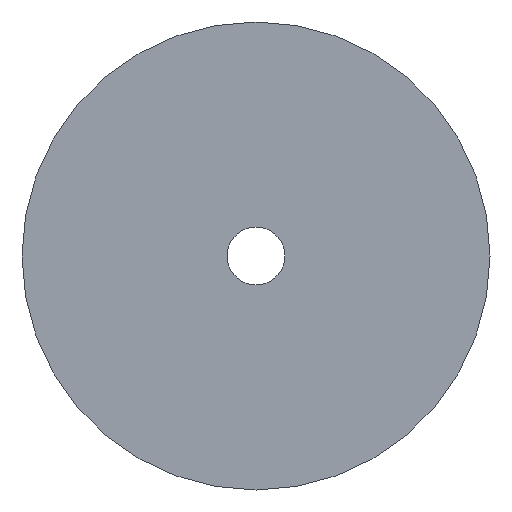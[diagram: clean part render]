
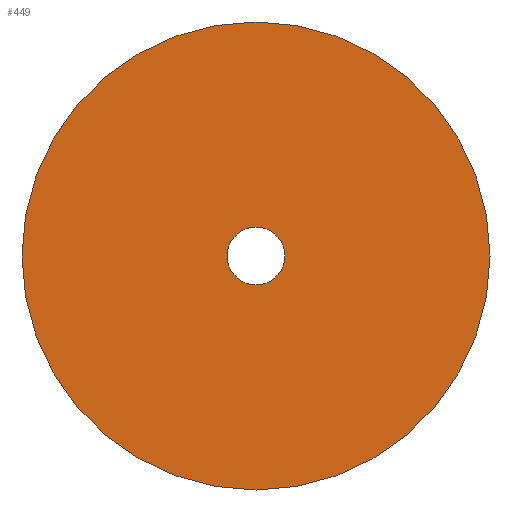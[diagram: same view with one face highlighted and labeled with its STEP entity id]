
A CAD part, front view. The second image highlights one B-rep face of the part: STEP entity #449.
In plain terms, the highlighted planar face has unit normal (0, -1, 0).
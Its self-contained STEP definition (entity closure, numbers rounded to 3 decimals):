
#2 = ORIENTED_EDGE ( 'NONE', *, *, #485, .T. ) ;
#3 = CARTESIAN_POINT ( 'NONE',  ( 0., 0., 0. ) ) ;
#4 = CARTESIAN_POINT ( 'NONE',  ( 0., 0., 0. ) ) ;
#21 = EDGE_LOOP ( 'NONE', ( #295, #424 ) ) ;
#31 = CARTESIAN_POINT ( 'NONE',  ( 0., 0., 0. ) ) ;
#37 = CIRCLE ( 'NONE', #175, 2.1 ) ;
#44 = ORIENTED_EDGE ( 'NONE', *, *, #203, .T. ) ;
#47 = DIRECTION ( 'NONE',  ( 0., 0., -1. ) ) ;
#83 = DIRECTION ( 'NONE',  ( 0., 0., -1. ) ) ;
#88 = DIRECTION ( 'NONE',  ( 0., -1., 0. ) ) ;
#110 = EDGE_LOOP ( 'NONE', ( #2, #44 ) ) ;
#116 = FACE_BOUND ( 'NONE', #21, .T. ) ;
#138 = CARTESIAN_POINT ( 'NONE',  ( 0., 0., 17. ) ) ;
#168 = FACE_OUTER_BOUND ( 'NONE', #110, .T. ) ;
#175 = AXIS2_PLACEMENT_3D ( 'NONE', #483, #440, #261 ) ;
#203 = EDGE_CURVE ( 'NONE', #475, #378, #219, .T. ) ;
#219 = CIRCLE ( 'NONE', #547, 17. ) ;
#228 = AXIS2_PLACEMENT_3D ( 'NONE', #535, #538, #275 ) ;
#261 = DIRECTION ( 'NONE',  ( 0., 0., -1. ) ) ;
#267 = EDGE_CURVE ( 'NONE', #324, #368, #37, .T. ) ;
#272 = EDGE_CURVE ( 'NONE', #368, #324, #454, .T. ) ;
#275 = DIRECTION ( 'NONE',  ( 0., 0., -1. ) ) ;
#287 = DIRECTION ( 'NONE',  ( 0., 0., -1. ) ) ;
#295 = ORIENTED_EDGE ( 'NONE', *, *, #267, .F. ) ;
#299 = DIRECTION ( 'NONE',  ( 0., -1., 0. ) ) ;
#307 = CIRCLE ( 'NONE', #471, 17. ) ;
#324 = VERTEX_POINT ( 'NONE', #558 ) ;
#362 = PLANE ( 'NONE',  #228 ) ;
#368 = VERTEX_POINT ( 'NONE', #452 ) ;
#378 = VERTEX_POINT ( 'NONE', #534 ) ;
#411 = AXIS2_PLACEMENT_3D ( 'NONE', #4, #299, #47 ) ;
#421 = DIRECTION ( 'NONE',  ( 0., -1., 0. ) ) ;
#424 = ORIENTED_EDGE ( 'NONE', *, *, #272, .F. ) ;
#440 = DIRECTION ( 'NONE',  ( 0., -1., 0. ) ) ;
#449 = ADVANCED_FACE ( 'NONE', ( #116, #168 ), #362, .T. ) ;
#452 = CARTESIAN_POINT ( 'NONE',  ( 0., 0., -2.1 ) ) ;
#454 = CIRCLE ( 'NONE', #411, 2.1 ) ;
#471 = AXIS2_PLACEMENT_3D ( 'NONE', #31, #421, #287 ) ;
#475 = VERTEX_POINT ( 'NONE', #138 ) ;
#483 = CARTESIAN_POINT ( 'NONE',  ( 0., 0., 0. ) ) ;
#485 = EDGE_CURVE ( 'NONE', #378, #475, #307, .T. ) ;
#534 = CARTESIAN_POINT ( 'NONE',  ( 0., 0., -17. ) ) ;
#535 = CARTESIAN_POINT ( 'NONE',  ( 0., 0., 0. ) ) ;
#538 = DIRECTION ( 'NONE',  ( 0., -1., 0. ) ) ;
#547 = AXIS2_PLACEMENT_3D ( 'NONE', #3, #88, #83 ) ;
#558 = CARTESIAN_POINT ( 'NONE',  ( 0., 0., 2.1 ) ) ;
